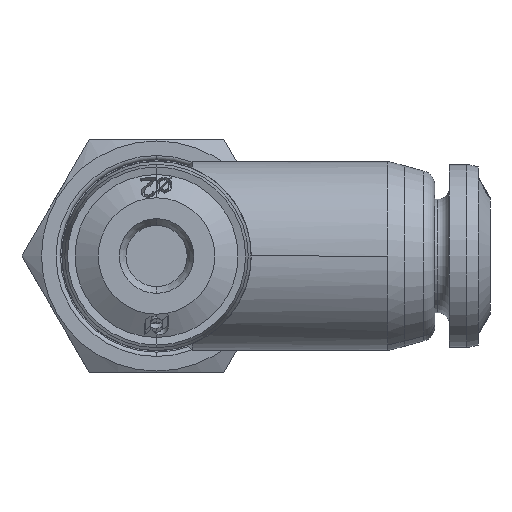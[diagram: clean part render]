
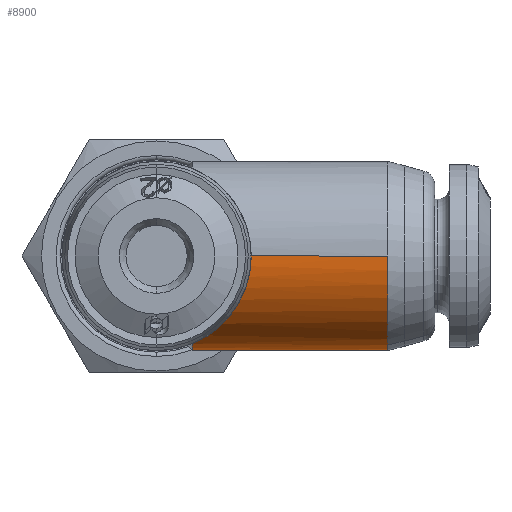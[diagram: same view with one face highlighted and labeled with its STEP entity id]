
A CAD part, left-side view. The second image highlights one B-rep face of the part: STEP entity #8900.
In plain terms, the highlighted cylindrical face has radius 3.25 mm (diameter 6.5 mm), a partial arc.
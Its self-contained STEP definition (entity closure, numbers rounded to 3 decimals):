
#1432 = EDGE_CURVE ( 'NONE', #13540, #13437, #13572, .T. ) ;
#1449 = EDGE_CURVE ( 'NONE', #13433, #13540, #13582, .T. ) ;
#1964 = EDGE_LOOP ( 'NONE', ( #13318, #13319, #13320, #13321, #13322, #13323, #13324 ) ) ;
#2741 = AXIS2_PLACEMENT_3D ( 'NONE', #3093, #3094, #3102 ) ;
#3093 = CARTESIAN_POINT ( 'NONE',  ( 0., 0., 0. ) ) ;
#3094 = DIRECTION ( 'NONE',  ( 0., 1., 0. ) ) ;
#3102 = DIRECTION ( 'NONE',  ( -1., 0., 0. ) ) ;
#4464 = CARTESIAN_POINT ( 'NONE',  ( 0., -1.22, 0. ) ) ;
#4466 = DIRECTION ( 'NONE',  ( 0., -1., 0. ) ) ;
#4467 = DIRECTION ( 'NONE',  ( 0., 0., -1. ) ) ;
#4568 = CARTESIAN_POINT ( 'NONE',  ( -1.22, -1.22, -3.013 ) ) ;
#4569 = CARTESIAN_POINT ( 'NONE',  ( -2.486, -2.486, -2.5 ) ) ;
#4574 = CARTESIAN_POINT ( 'NONE',  ( -3.25, -3.25, -1.367 ) ) ;
#4575 = CARTESIAN_POINT ( 'NONE',  ( -3.25, -3.25, 0. ) ) ;
#4973 = VERTEX_POINT ( 'NONE', #5711 ) ;
#5051 = VERTEX_POINT ( 'NONE', #5789 ) ;
#5205 = EDGE_CURVE ( 'NONE', #13438, #4973, #11315, .T. ) ;
#5711 = CARTESIAN_POINT ( 'NONE',  ( 1.22, -1.22, -3.013 ) ) ;
#5789 = CARTESIAN_POINT ( 'NONE',  ( -1.22, -1.22, -3.013 ) ) ;
#6550 = CARTESIAN_POINT ( 'NONE',  ( -3.25, -3.25, 0. ) ) ;
#6559 = CARTESIAN_POINT ( 'NONE',  ( 3.25, -7.94, 0. ) ) ;
#6563 = CARTESIAN_POINT ( 'NONE',  ( -3.25, -7.94, 0. ) ) ;
#6564 = CARTESIAN_POINT ( 'NONE',  ( 3.25, -3.25, 0. ) ) ;
#6666 = CARTESIAN_POINT ( 'NONE',  ( -1.084, -7.94, -3.064 ) ) ;
#8275 = AXIS2_PLACEMENT_3D ( 'NONE', #4464, #4466, #4467 ) ;
#8697 = CARTESIAN_POINT ( 'NONE',  ( 0., -7.94, 0. ) ) ;
#8698 = DIRECTION ( 'NONE',  ( 0., 1., 0. ) ) ;
#8699 = DIRECTION ( 'NONE',  ( -1., 0., 0. ) ) ;
#8763 =( BOUNDED_CURVE ( )  B_SPLINE_CURVE ( 3, ( #4568, #4569, #4574, #4575 ),
 .UNSPECIFIED., .F., .F. ) 
 B_SPLINE_CURVE_WITH_KNOTS ( ( 4, 4 ),
 ( 1.955, 3.142 ),
 .UNSPECIFIED. ) 
 CURVE ( )  GEOMETRIC_REPRESENTATION_ITEM ( )  RATIONAL_B_SPLINE_CURVE ( ( 1., 0.886, 0.886, 1. ) ) 
 REPRESENTATION_ITEM ( '' )  );
#8900 = ADVANCED_FACE ( 'NONE', ( #11591 ), #11617, .T. ) ;
#8988 = CARTESIAN_POINT ( 'NONE',  ( 0., -7.94, 0. ) ) ;
#8989 = DIRECTION ( 'NONE',  ( 0., 1., 0. ) ) ;
#8990 = DIRECTION ( 'NONE',  ( -1., 0., 0. ) ) ;
#9332 = AXIS2_PLACEMENT_3D ( 'NONE', #8988, #8989, #8990 ) ;
#9344 = AXIS2_PLACEMENT_3D ( 'NONE', #8697, #8698, #8699 ) ;
#10413 = LINE ( 'NONE', #14059, #10416 ) ;
#10416 = VECTOR ( 'NONE', #14056, 1000. ) ;
#10419 = LINE ( 'NONE', #14065, #10420 ) ;
#10420 = VECTOR ( 'NONE', #14076, 1000. ) ;
#10499 = CIRCLE ( 'NONE', #8275, 3.25 ) ;
#10711 = EDGE_CURVE ( 'NONE', #13433, #13438, #10413, .T. ) ;
#10716 = EDGE_CURVE ( 'NONE', #13437, #13424, #10419, .T. ) ;
#11315 =( BOUNDED_CURVE ( )  B_SPLINE_CURVE ( 3, ( #12425, #12436, #12448, #12450 ),
 .UNSPECIFIED., .F., .T. ) 
 B_SPLINE_CURVE_WITH_KNOTS ( ( 4, 4 ),
 ( 0., 1.186 ),
 .UNSPECIFIED. ) 
 CURVE ( )  GEOMETRIC_REPRESENTATION_ITEM ( )  RATIONAL_B_SPLINE_CURVE ( ( 1., 0.886, 0.886, 1. ) ) 
 REPRESENTATION_ITEM ( '' )  );
#11346 = EDGE_CURVE ( 'NONE', #5051, #4973, #10499, .T. ) ;
#11377 = EDGE_CURVE ( 'NONE', #5051, #13424, #8763, .T. ) ;
#11591 = FACE_OUTER_BOUND ( 'NONE', #1964, .T. ) ;
#11617 = CYLINDRICAL_SURFACE ( 'NONE', #2741, 3.25 ) ;
#12425 = CARTESIAN_POINT ( 'NONE',  ( 3.25, -3.25, 0. ) ) ;
#12436 = CARTESIAN_POINT ( 'NONE',  ( 3.25, -3.25, -1.367 ) ) ;
#12448 = CARTESIAN_POINT ( 'NONE',  ( 2.486, -2.486, -2.5 ) ) ;
#12450 = CARTESIAN_POINT ( 'NONE',  ( 1.22, -1.22, -3.013 ) ) ;
#13318 = ORIENTED_EDGE ( 'NONE', *, *, #10711, .F. ) ;
#13319 = ORIENTED_EDGE ( 'NONE', *, *, #1449, .T. ) ;
#13320 = ORIENTED_EDGE ( 'NONE', *, *, #1432, .T. ) ;
#13321 = ORIENTED_EDGE ( 'NONE', *, *, #10716, .T. ) ;
#13322 = ORIENTED_EDGE ( 'NONE', *, *, #11377, .F. ) ;
#13323 = ORIENTED_EDGE ( 'NONE', *, *, #11346, .T. ) ;
#13324 = ORIENTED_EDGE ( 'NONE', *, *, #5205, .F. ) ;
#13424 = VERTEX_POINT ( 'NONE', #6550 ) ;
#13433 = VERTEX_POINT ( 'NONE', #6559 ) ;
#13437 = VERTEX_POINT ( 'NONE', #6563 ) ;
#13438 = VERTEX_POINT ( 'NONE', #6564 ) ;
#13540 = VERTEX_POINT ( 'NONE', #6666 ) ;
#13572 = CIRCLE ( 'NONE', #9332, 3.25 ) ;
#13582 = CIRCLE ( 'NONE', #9344, 3.25 ) ;
#14056 = DIRECTION ( 'NONE',  ( 0., 1., 0. ) ) ;
#14059 = CARTESIAN_POINT ( 'NONE',  ( 3.25, 0., 0. ) ) ;
#14065 = CARTESIAN_POINT ( 'NONE',  ( -3.25, 0., 0. ) ) ;
#14076 = DIRECTION ( 'NONE',  ( 0., 1., 0. ) ) ;
